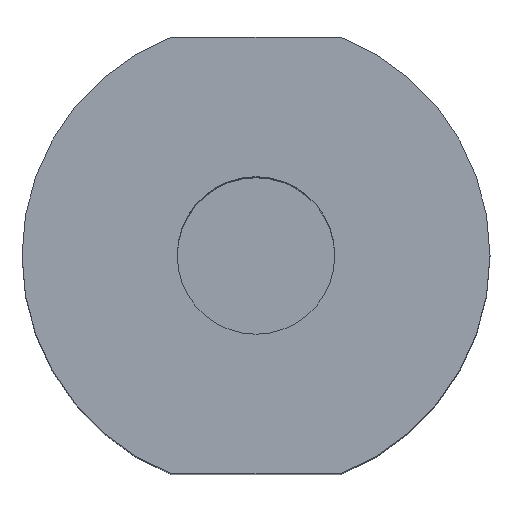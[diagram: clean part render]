
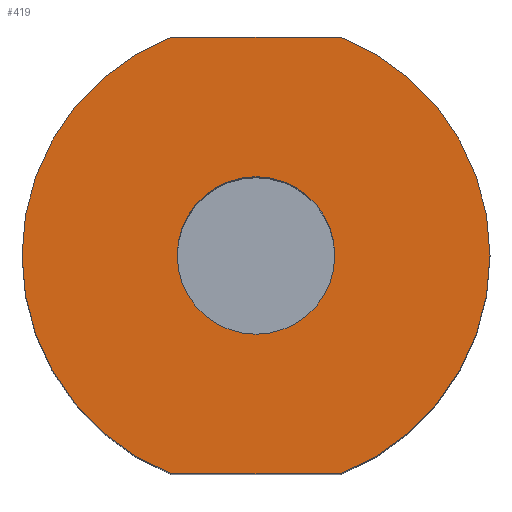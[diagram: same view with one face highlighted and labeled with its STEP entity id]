
A CAD part, top view. The second image highlights one B-rep face of the part: STEP entity #419.
In plain terms, the highlighted planar face has unit normal (0, 0, 1).
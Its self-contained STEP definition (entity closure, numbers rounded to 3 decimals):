
#44=FACE_BOUND('',#101,.T.);
#51=PLANE('',#471);
#69=FACE_OUTER_BOUND('',#100,.T.);
#100=EDGE_LOOP('',(#347,#348,#349,#350));
#101=EDGE_LOOP('',(#351));
#115=LINE('',#703,#137);
#128=LINE('',#1085,#150);
#137=VECTOR('',#517,10.);
#150=VECTOR('',#566,10.);
#171=CIRCLE('',#472,7.5);
#172=CIRCLE('',#473,7.5);
#173=CIRCLE('',#474,2.525);
#189=VERTEX_POINT('',#701);
#190=VERTEX_POINT('',#702);
#213=VERTEX_POINT('',#1082);
#214=VERTEX_POINT('',#1084);
#215=VERTEX_POINT('',#1090);
#231=EDGE_CURVE('',#189,#190,#115,.T.);
#263=EDGE_CURVE('',#214,#213,#128,.T.);
#265=EDGE_CURVE('',#213,#189,#171,.T.);
#266=EDGE_CURVE('',#190,#214,#172,.T.);
#267=EDGE_CURVE('',#215,#215,#173,.T.);
#347=ORIENTED_EDGE('',*,*,#263,.T.);
#348=ORIENTED_EDGE('',*,*,#265,.T.);
#349=ORIENTED_EDGE('',*,*,#231,.T.);
#350=ORIENTED_EDGE('',*,*,#266,.T.);
#351=ORIENTED_EDGE('',*,*,#267,.T.);
#419=ADVANCED_FACE('',(#69,#44),#51,.T.);
#471=AXIS2_PLACEMENT_3D('',#1087,#568,#569);
#472=AXIS2_PLACEMENT_3D('',#1088,#570,#571);
#473=AXIS2_PLACEMENT_3D('',#1089,#572,#573);
#474=AXIS2_PLACEMENT_3D('',#1091,#574,#575);
#517=DIRECTION('',(-1.,0.,0.));
#566=DIRECTION('',(1.,0.,0.));
#568=DIRECTION('center_axis',(0.,0.,1.));
#569=DIRECTION('ref_axis',(1.,0.,0.));
#570=DIRECTION('center_axis',(0.,0.,1.));
#571=DIRECTION('ref_axis',(1.,0.,0.));
#572=DIRECTION('center_axis',(0.,0.,1.));
#573=DIRECTION('ref_axis',(1.,0.,0.));
#574=DIRECTION('center_axis',(0.,0.,-1.));
#575=DIRECTION('ref_axis',(1.,0.,0.));
#701=CARTESIAN_POINT('',(2.693,7.,-2.881));
#702=CARTESIAN_POINT('',(-2.693,7.,-2.881));
#703=CARTESIAN_POINT('',(1.346,7.,-2.881));
#1082=CARTESIAN_POINT('',(2.693,-7.,-2.881));
#1084=CARTESIAN_POINT('',(-2.693,-7.,-2.881));
#1085=CARTESIAN_POINT('',(-1.346,-7.,-2.881));
#1087=CARTESIAN_POINT('Origin',(0.,0.,-2.881));
#1088=CARTESIAN_POINT('Origin',(0.,0.,-2.881));
#1089=CARTESIAN_POINT('Origin',(0.,0.,-2.881));
#1090=CARTESIAN_POINT('',(-2.525,0.,-2.881));
#1091=CARTESIAN_POINT('Origin',(0.,0.,-2.881));
